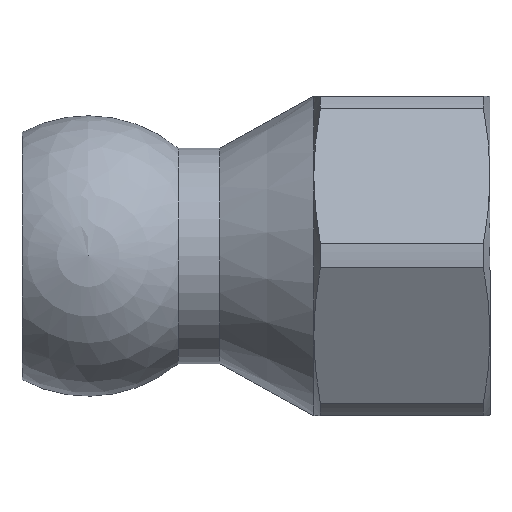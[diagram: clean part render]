
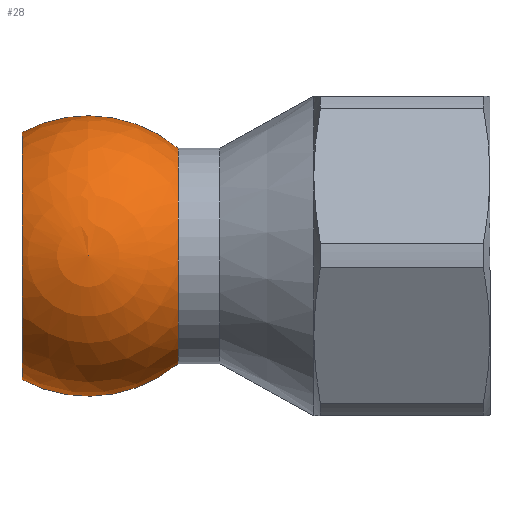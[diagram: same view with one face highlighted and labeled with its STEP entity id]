
A CAD part, top view. The second image highlights one B-rep face of the part: STEP entity #28.
In plain terms, the highlighted spherical face has radius 6.287 mm.
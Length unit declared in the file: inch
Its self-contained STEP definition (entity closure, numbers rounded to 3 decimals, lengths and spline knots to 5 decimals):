
#19 = ORIENTED_EDGE ( 'NONE', *, *, #20, .F. ) ;
#20 = EDGE_CURVE ( 'NONE', #21, #97, #532, .T. ) ;
#21 = VERTEX_POINT ( 'NONE', #527 ) ;
#22 = ORIENTED_EDGE ( 'NONE', *, *, #23, .T. ) ;
#23 = EDGE_CURVE ( 'NONE', #24, #25, #526, .T. ) ;
#24 = VERTEX_POINT ( 'NONE', #521 ) ;
#25 = VERTEX_POINT ( 'NONE', #520 ) ;
#28 = ADVANCED_FACE ( 'NONE', ( #515 ), #513, .T. ) ;
#29 = EDGE_LOOP ( 'NONE', ( #22, #30, #19, #66 ) ) ;
#30 = ORIENTED_EDGE ( 'NONE', *, *, #96, .T. ) ;
#66 = ORIENTED_EDGE ( 'NONE', *, *, #78, .F. ) ;
#78 = EDGE_CURVE ( 'NONE', #24, #21, #622, .T. ) ;
#96 = EDGE_CURVE ( 'NONE', #25, #97, #699, .T. ) ;
#97 = VERTEX_POINT ( 'NONE', #694 ) ;
#511 = DIRECTION ( 'NONE',  ( 0., 0., 1. ) ) ;
#512 = AXIS2_PLACEMENT_3D ( 'NONE', #514, #511, #570 ) ;
#513 = SPHERICAL_SURFACE ( 'NONE', #512, 0.2475 ) ;
#514 = CARTESIAN_POINT ( 'NONE',  ( -0.70907, 0., 0. ) ) ;
#515 = FACE_OUTER_BOUND ( 'NONE', #29, .T. ) ;
#520 = CARTESIAN_POINT ( 'NONE',  ( -0.826, -0.21814, 0. ) ) ;
#521 = CARTESIAN_POINT ( 'NONE',  ( -0.826, 0.21814, 0. ) ) ;
#522 = DIRECTION ( 'NONE',  ( 0., 1., 0. ) ) ;
#523 = DIRECTION ( 'NONE',  ( 1., 0., 0. ) ) ;
#524 = CARTESIAN_POINT ( 'NONE',  ( -0.826, 0., 0. ) ) ;
#525 = AXIS2_PLACEMENT_3D ( 'NONE', #524, #523, #522 ) ;
#526 = CIRCLE ( 'NONE', #525, 0.21814 ) ;
#527 = CARTESIAN_POINT ( 'NONE',  ( -0.55046, 0.19, 0. ) ) ;
#528 = DIRECTION ( 'NONE',  ( 0., 1., 0. ) ) ;
#529 = DIRECTION ( 'NONE',  ( 1., 0., 0. ) ) ;
#530 = CARTESIAN_POINT ( 'NONE',  ( -0.55046, 0., 0. ) ) ;
#531 = AXIS2_PLACEMENT_3D ( 'NONE', #530, #529, #528 ) ;
#532 = CIRCLE ( 'NONE', #531, 0.19 ) ;
#570 = DIRECTION ( 'NONE',  ( 0., 1., 0. ) ) ;
#618 = DIRECTION ( 'NONE',  ( -1., 0., 0. ) ) ;
#619 = DIRECTION ( 'NONE',  ( 0., 0., -1. ) ) ;
#620 = CARTESIAN_POINT ( 'NONE',  ( -0.70907, 0., 0. ) ) ;
#621 = AXIS2_PLACEMENT_3D ( 'NONE', #620, #619, #618 ) ;
#622 = CIRCLE ( 'NONE', #621, 0.2475 ) ;
#694 = CARTESIAN_POINT ( 'NONE',  ( -0.55046, -0.19, 0. ) ) ;
#695 = DIRECTION ( 'NONE',  ( 0., -1., 0. ) ) ;
#696 = DIRECTION ( 'NONE',  ( 0., 0., 1. ) ) ;
#697 = CARTESIAN_POINT ( 'NONE',  ( -0.70907, 0., 0. ) ) ;
#698 = AXIS2_PLACEMENT_3D ( 'NONE', #697, #696, #695 ) ;
#699 = CIRCLE ( 'NONE', #698, 0.2475 ) ;
